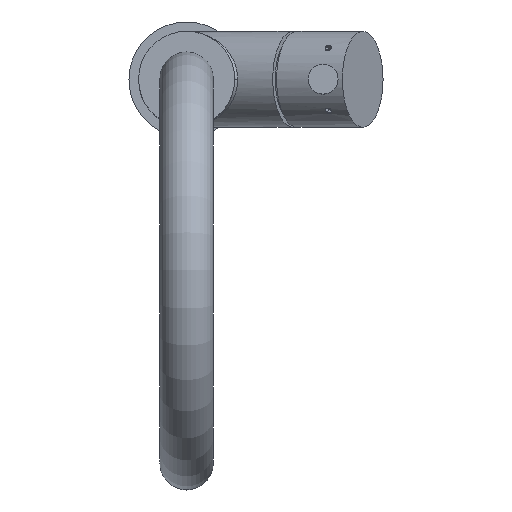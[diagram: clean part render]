
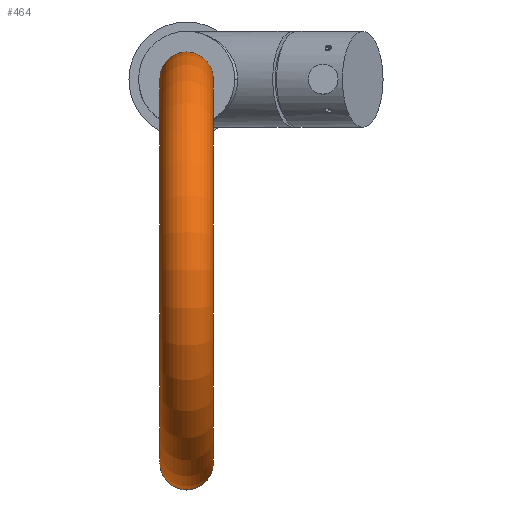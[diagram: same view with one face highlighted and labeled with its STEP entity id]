
A CAD part, top view. The second image highlights one B-rep face of the part: STEP entity #464.
In plain terms, the highlighted toroidal (fillet/blend) face has major radius 90 mm and minor radius 12.5 mm.
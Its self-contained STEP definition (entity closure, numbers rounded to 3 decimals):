
#19=TOROIDAL_SURFACE('',#519,90.,12.5);
#72=FACE_OUTER_BOUND('',#108,.T.);
#108=EDGE_LOOP('',(#358,#359,#360,#361,#362,#363));
#183=CIRCLE('',#517,12.5);
#184=CIRCLE('',#518,12.5);
#185=CIRCLE('',#520,12.5);
#186=CIRCLE('',#521,12.5);
#187=CIRCLE('',#522,77.5);
#220=VERTEX_POINT('',#2343);
#221=VERTEX_POINT('',#2344);
#222=VERTEX_POINT('',#2349);
#223=VERTEX_POINT('',#2350);
#271=EDGE_CURVE('',#220,#221,#183,.T.);
#272=EDGE_CURVE('',#221,#220,#184,.T.);
#274=EDGE_CURVE('',#222,#223,#185,.T.);
#275=EDGE_CURVE('',#223,#222,#186,.T.);
#276=EDGE_CURVE('',#223,#220,#187,.T.);
#358=ORIENTED_EDGE('',*,*,#274,.F.);
#359=ORIENTED_EDGE('',*,*,#275,.F.);
#360=ORIENTED_EDGE('',*,*,#276,.T.);
#361=ORIENTED_EDGE('',*,*,#271,.T.);
#362=ORIENTED_EDGE('',*,*,#272,.T.);
#363=ORIENTED_EDGE('',*,*,#276,.F.);
#464=ADVANCED_FACE('',(#72),#19,.T.);
#517=AXIS2_PLACEMENT_3D('',#2345,#600,#601);
#518=AXIS2_PLACEMENT_3D('',#2346,#602,#603);
#519=AXIS2_PLACEMENT_3D('',#2348,#605,#606);
#520=AXIS2_PLACEMENT_3D('',#2351,#607,#608);
#521=AXIS2_PLACEMENT_3D('',#2352,#609,#610);
#522=AXIS2_PLACEMENT_3D('',#2353,#611,#612);
#600=DIRECTION('center_axis',(0.,0.,1.));
#601=DIRECTION('ref_axis',(0.,-1.,0.));
#602=DIRECTION('center_axis',(0.,0.,1.));
#603=DIRECTION('ref_axis',(0.,-1.,0.));
#605=DIRECTION('center_axis',(1.,0.,0.));
#606=DIRECTION('ref_axis',(0.,-1.,0.));
#607=DIRECTION('center_axis',(0.,0.,-1.));
#608=DIRECTION('ref_axis',(0.,-1.,0.));
#609=DIRECTION('center_axis',(0.,0.,-1.));
#610=DIRECTION('ref_axis',(0.,-1.,0.));
#611=DIRECTION('center_axis',(-1.,0.,0.));
#612=DIRECTION('ref_axis',(0.,-1.,0.));
#2343=CARTESIAN_POINT('',(0.,-12.88,281.232));
#2344=CARTESIAN_POINT('',(0.,12.12,281.232));
#2345=CARTESIAN_POINT('Origin',(0.,-0.38,281.232));
#2346=CARTESIAN_POINT('Origin',(0.,-0.38,281.232));
#2348=CARTESIAN_POINT('Origin',(0.,-90.38,281.232));
#2349=CARTESIAN_POINT('',(0.,-192.88,281.232));
#2350=CARTESIAN_POINT('',(0.,-167.88,281.232));
#2351=CARTESIAN_POINT('Origin',(0.,-180.38,281.232));
#2352=CARTESIAN_POINT('Origin',(0.,-180.38,281.232));
#2353=CARTESIAN_POINT('Origin',(0.,-90.38,
281.232));
